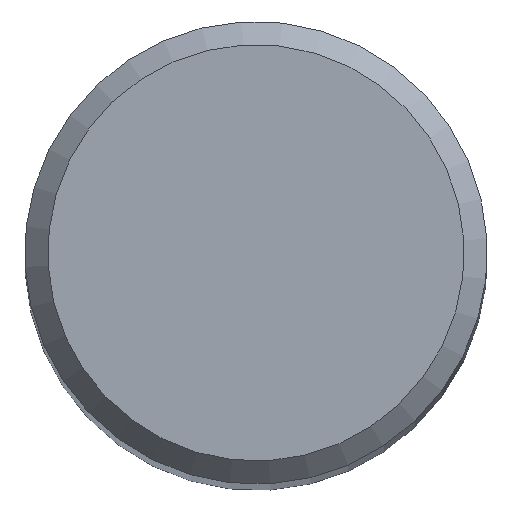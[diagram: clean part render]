
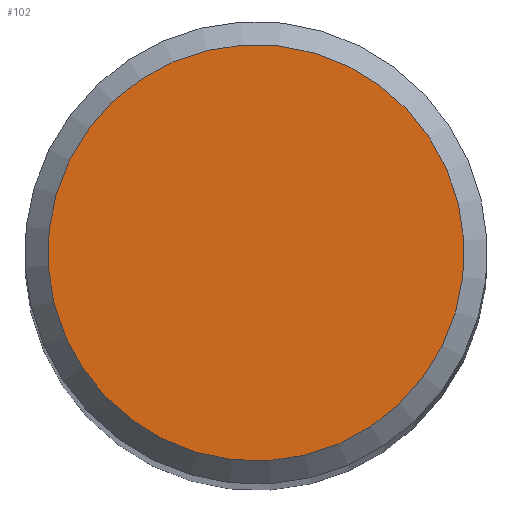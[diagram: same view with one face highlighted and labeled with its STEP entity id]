
A CAD part, top view. The second image highlights one B-rep face of the part: STEP entity #102.
In plain terms, the highlighted planar face has unit normal (0, 0, 1).
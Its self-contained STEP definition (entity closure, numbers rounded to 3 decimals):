
#80=PLANE('',#327);
#82=FACE_OUTER_BOUND('',#176,.T.);
#102=ADVANCED_FACE('',(#82),#80,.T.);
#176=EDGE_LOOP('',(#218));
#218=ORIENTED_EDGE('',*,*,#272,.T.);
#251=VERTEX_POINT('',#463);
#272=EDGE_CURVE('',#251,#251,#293,.T.);
#293=CIRCLE('',#326,9.);
#326=AXIS2_PLACEMENT_3D('',#462,#385,#386);
#327=AXIS2_PLACEMENT_3D('',#464,#387,#388);
#385=DIRECTION('',(0.,0.,1.));
#386=DIRECTION('',(-0.552,0.834,0.));
#387=DIRECTION('',(0.,0.,1.));
#388=DIRECTION('',(-0.552,0.834,0.));
#462=CARTESIAN_POINT('',(0.,0.,165.));
#463=CARTESIAN_POINT('',(-4.967,7.506,165.));
#464=CARTESIAN_POINT('',(0.,0.,165.));
